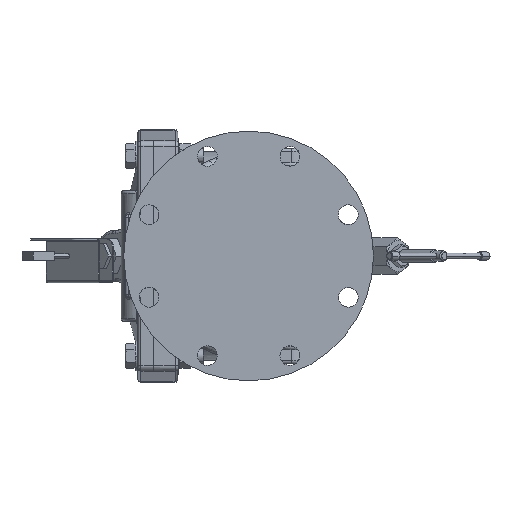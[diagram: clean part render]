
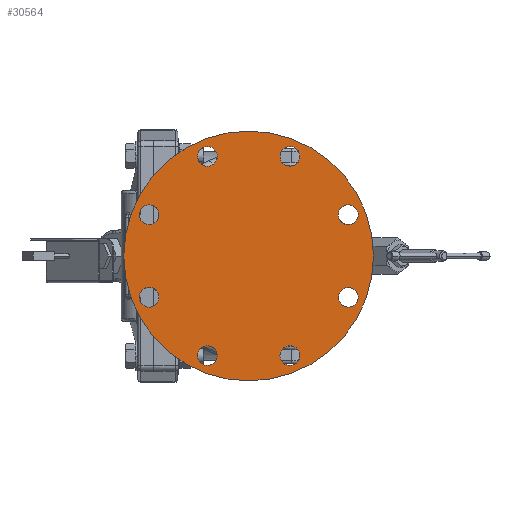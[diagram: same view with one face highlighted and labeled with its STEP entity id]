
A CAD part, left-side view. The second image highlights one B-rep face of the part: STEP entity #30564.
In plain terms, the highlighted planar face has unit normal (-1, 0, 0).
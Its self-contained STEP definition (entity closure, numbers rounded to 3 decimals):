
#1339=CARTESIAN_POINT('',(-7.,1.818,4.388));
#1340=DIRECTION('',(1.,0.,0.));
#1341=DIRECTION('',(0.,0.,-1.));
#1342=AXIS2_PLACEMENT_3D('',#1339,#1340,#1341);
#1344=CARTESIAN_POINT('',(-7.,1.818,4.388));
#1345=DIRECTION('',(1.,0.,0.));
#1346=DIRECTION('',(0.,0.,1.));
#1347=AXIS2_PLACEMENT_3D('',#1344,#1345,#1346);
#1349=CARTESIAN_POINT('',(-7.,4.388,1.818));
#1350=DIRECTION('',(1.,0.,0.));
#1351=DIRECTION('',(0.,-0.707,-0.707));
#1352=AXIS2_PLACEMENT_3D('',#1349,#1350,#1351);
#1354=CARTESIAN_POINT('',(-7.,4.388,1.818));
#1355=DIRECTION('',(1.,0.,0.));
#1356=DIRECTION('',(0.,0.707,0.707));
#1357=AXIS2_PLACEMENT_3D('',#1354,#1355,#1356);
#1359=CARTESIAN_POINT('',(-7.,4.388,-1.818));
#1360=DIRECTION('',(1.,0.,0.));
#1361=DIRECTION('',(0.,-1.,0.));
#1362=AXIS2_PLACEMENT_3D('',#1359,#1360,#1361);
#1364=CARTESIAN_POINT('',(-7.,4.388,-1.818));
#1365=DIRECTION('',(1.,0.,0.));
#1366=DIRECTION('',(0.,1.,0.));
#1367=AXIS2_PLACEMENT_3D('',#1364,#1365,#1366);
#1369=CARTESIAN_POINT('',(-7.,1.818,-4.388));
#1370=DIRECTION('',(1.,0.,0.));
#1371=DIRECTION('',(0.,-0.707,0.707));
#1372=AXIS2_PLACEMENT_3D('',#1369,#1370,#1371);
#1374=CARTESIAN_POINT('',(-7.,1.818,-4.388));
#1375=DIRECTION('',(1.,0.,0.));
#1376=DIRECTION('',(0.,0.707,-0.707));
#1377=AXIS2_PLACEMENT_3D('',#1374,#1375,#1376);
#1379=CARTESIAN_POINT('',(-7.,-1.818,-4.388));
#1380=DIRECTION('',(1.,0.,0.));
#1381=DIRECTION('',(0.,0.,1.));
#1382=AXIS2_PLACEMENT_3D('',#1379,#1380,#1381);
#1384=CARTESIAN_POINT('',(-7.,-1.818,-4.388));
#1385=DIRECTION('',(1.,0.,0.));
#1386=DIRECTION('',(0.,0.,-1.));
#1387=AXIS2_PLACEMENT_3D('',#1384,#1385,#1386);
#1389=CARTESIAN_POINT('',(-7.,-4.388,-1.818));
#1390=DIRECTION('',(1.,0.,0.));
#1391=DIRECTION('',(0.,0.707,0.707));
#1392=AXIS2_PLACEMENT_3D('',#1389,#1390,#1391);
#1394=CARTESIAN_POINT('',(-7.,-4.388,-1.818));
#1395=DIRECTION('',(1.,0.,0.));
#1396=DIRECTION('',(0.,-0.707,-0.707));
#1397=AXIS2_PLACEMENT_3D('',#1394,#1395,#1396);
#1399=CARTESIAN_POINT('',(-7.,-4.388,1.818));
#1400=DIRECTION('',(1.,0.,0.));
#1401=DIRECTION('',(0.,1.,0.));
#1402=AXIS2_PLACEMENT_3D('',#1399,#1400,#1401);
#1404=CARTESIAN_POINT('',(-7.,-4.388,1.818));
#1405=DIRECTION('',(1.,0.,0.));
#1406=DIRECTION('',(0.,-1.,0.));
#1407=AXIS2_PLACEMENT_3D('',#1404,#1405,#1406);
#1409=CARTESIAN_POINT('',(-7.,-1.818,4.388));
#1410=DIRECTION('',(1.,0.,0.));
#1411=DIRECTION('',(0.,0.707,-0.707));
#1412=AXIS2_PLACEMENT_3D('',#1409,#1410,#1411);
#1414=CARTESIAN_POINT('',(-7.,-1.818,4.388));
#1415=DIRECTION('',(1.,0.,0.));
#1416=DIRECTION('',(0.,-0.707,0.707));
#1417=AXIS2_PLACEMENT_3D('',#1414,#1415,#1416);
#1419=CARTESIAN_POINT('',(-7.,0.,0.));
#1420=DIRECTION('',(1.,0.,0.));
#1421=DIRECTION('',(0.,1.,0.));
#1422=AXIS2_PLACEMENT_3D('',#1419,#1420,#1421);
#1429=CARTESIAN_POINT('',(-7.,0.,0.));
#1430=DIRECTION('',(1.,0.,0.));
#1431=DIRECTION('',(0.,-1.,0.));
#1432=AXIS2_PLACEMENT_3D('',#1429,#1430,#1431);
#28875=CARTESIAN_POINT('',(-7.,5.5,0.));
#28876=CARTESIAN_POINT('',(-7.,-5.5,0.));
#28877=VERTEX_POINT('',#28875);
#28878=VERTEX_POINT('',#28876);
#30441=CARTESIAN_POINT('',(-7.,1.818,3.951));
#30443=VERTEX_POINT('',#30441);
#30445=CARTESIAN_POINT('',(-7.,1.818,4.826));
#30447=VERTEX_POINT('',#30445);
#30449=CARTESIAN_POINT('',(-7.,4.079,1.508));
#30451=VERTEX_POINT('',#30449);
#30453=CARTESIAN_POINT('',(-7.,4.698,2.127));
#30455=VERTEX_POINT('',#30453);
#30457=CARTESIAN_POINT('',(-7.,3.951,-1.818));
#30459=VERTEX_POINT('',#30457);
#30461=CARTESIAN_POINT('',(-7.,4.826,-1.818));
#30463=VERTEX_POINT('',#30461);
#30465=CARTESIAN_POINT('',(-7.,1.508,-4.079));
#30467=VERTEX_POINT('',#30465);
#30469=CARTESIAN_POINT('',(-7.,2.127,-4.698));
#30471=VERTEX_POINT('',#30469);
#30473=CARTESIAN_POINT('',(-7.,-1.818,-3.951));
#30475=VERTEX_POINT('',#30473);
#30477=CARTESIAN_POINT('',(-7.,-1.818,-4.826));
#30479=VERTEX_POINT('',#30477);
#30481=CARTESIAN_POINT('',(-7.,-4.079,-1.508));
#30483=VERTEX_POINT('',#30481);
#30485=CARTESIAN_POINT('',(-7.,-4.698,-2.127));
#30487=VERTEX_POINT('',#30485);
#30489=CARTESIAN_POINT('',(-7.,-3.951,1.818));
#30491=VERTEX_POINT('',#30489);
#30493=CARTESIAN_POINT('',(-7.,-4.826,1.818));
#30495=VERTEX_POINT('',#30493);
#30497=CARTESIAN_POINT('',(-7.,-1.508,4.079));
#30499=VERTEX_POINT('',#30497);
#30501=CARTESIAN_POINT('',(-7.,-2.127,4.698));
#30503=VERTEX_POINT('',#30501);
#30505=CARTESIAN_POINT('',(-7.,-5.5,-6.375));
#30506=DIRECTION('',(1.,0.,0.));
#30507=DIRECTION('',(0.,1.,0.));
#30508=AXIS2_PLACEMENT_3D('',#30505,#30506,#30507);
#30509=PLANE('',#30508);
#30511=ORIENTED_EDGE('',*,*,#30510,.T.);
#30513=ORIENTED_EDGE('',*,*,#30512,.T.);
#30514=EDGE_LOOP('',(#30511,#30513));
#30515=FACE_OUTER_BOUND('',#30514,.F.);
#30517=ORIENTED_EDGE('',*,*,#30516,.F.);
#30519=ORIENTED_EDGE('',*,*,#30518,.F.);
#30520=EDGE_LOOP('',(#30517,#30519));
#30521=FACE_BOUND('',#30520,.F.);
#30523=ORIENTED_EDGE('',*,*,#30522,.F.);
#30525=ORIENTED_EDGE('',*,*,#30524,.F.);
#30526=EDGE_LOOP('',(#30523,#30525));
#30527=FACE_BOUND('',#30526,.F.);
#30529=ORIENTED_EDGE('',*,*,#30528,.F.);
#30531=ORIENTED_EDGE('',*,*,#30530,.F.);
#30532=EDGE_LOOP('',(#30529,#30531));
#30533=FACE_BOUND('',#30532,.F.);
#30535=ORIENTED_EDGE('',*,*,#30534,.F.);
#30537=ORIENTED_EDGE('',*,*,#30536,.F.);
#30538=EDGE_LOOP('',(#30535,#30537));
#30539=FACE_BOUND('',#30538,.F.);
#30541=ORIENTED_EDGE('',*,*,#30540,.F.);
#30543=ORIENTED_EDGE('',*,*,#30542,.F.);
#30544=EDGE_LOOP('',(#30541,#30543));
#30545=FACE_BOUND('',#30544,.F.);
#30547=ORIENTED_EDGE('',*,*,#30546,.F.);
#30549=ORIENTED_EDGE('',*,*,#30548,.F.);
#30550=EDGE_LOOP('',(#30547,#30549));
#30551=FACE_BOUND('',#30550,.F.);
#30553=ORIENTED_EDGE('',*,*,#30552,.F.);
#30555=ORIENTED_EDGE('',*,*,#30554,.F.);
#30556=EDGE_LOOP('',(#30553,#30555));
#30557=FACE_BOUND('',#30556,.F.);
#30559=ORIENTED_EDGE('',*,*,#30558,.F.);
#30561=ORIENTED_EDGE('',*,*,#30560,.F.);
#30562=EDGE_LOOP('',(#30559,#30561));
#30563=FACE_BOUND('',#30562,.F.);
#1343=CIRCLE('',#1342,0.438);
#1348=CIRCLE('',#1347,0.438);
#1353=CIRCLE('',#1352,0.438);
#1358=CIRCLE('',#1357,0.438);
#1363=CIRCLE('',#1362,0.438);
#1368=CIRCLE('',#1367,0.438);
#1373=CIRCLE('',#1372,0.438);
#1378=CIRCLE('',#1377,0.438);
#1383=CIRCLE('',#1382,0.438);
#1388=CIRCLE('',#1387,0.438);
#1393=CIRCLE('',#1392,0.438);
#1398=CIRCLE('',#1397,0.438);
#1403=CIRCLE('',#1402,0.438);
#1408=CIRCLE('',#1407,0.438);
#1413=CIRCLE('',#1412,0.438);
#1418=CIRCLE('',#1417,0.438);
#1423=CIRCLE('',#1422,5.5);
#1433=CIRCLE('',#1432,5.5);
#30510=EDGE_CURVE('',#28877,#28878,#1423,.T.);
#30512=EDGE_CURVE('',#28878,#28877,#1433,.T.);
#30516=EDGE_CURVE('',#30443,#30447,#1343,.T.);
#30518=EDGE_CURVE('',#30447,#30443,#1348,.T.);
#30522=EDGE_CURVE('',#30451,#30455,#1353,.T.);
#30524=EDGE_CURVE('',#30455,#30451,#1358,.T.);
#30528=EDGE_CURVE('',#30459,#30463,#1363,.T.);
#30530=EDGE_CURVE('',#30463,#30459,#1368,.T.);
#30534=EDGE_CURVE('',#30467,#30471,#1373,.T.);
#30536=EDGE_CURVE('',#30471,#30467,#1378,.T.);
#30540=EDGE_CURVE('',#30475,#30479,#1383,.T.);
#30542=EDGE_CURVE('',#30479,#30475,#1388,.T.);
#30546=EDGE_CURVE('',#30483,#30487,#1393,.T.);
#30548=EDGE_CURVE('',#30487,#30483,#1398,.T.);
#30552=EDGE_CURVE('',#30491,#30495,#1403,.T.);
#30554=EDGE_CURVE('',#30495,#30491,#1408,.T.);
#30558=EDGE_CURVE('',#30499,#30503,#1413,.T.);
#30560=EDGE_CURVE('',#30503,#30499,#1418,.T.);
#30564=ADVANCED_FACE('',(#30515,#30521,#30527,#30533,#30539,#30545,#30551,
#30557,#30563),#30509,.F.);
